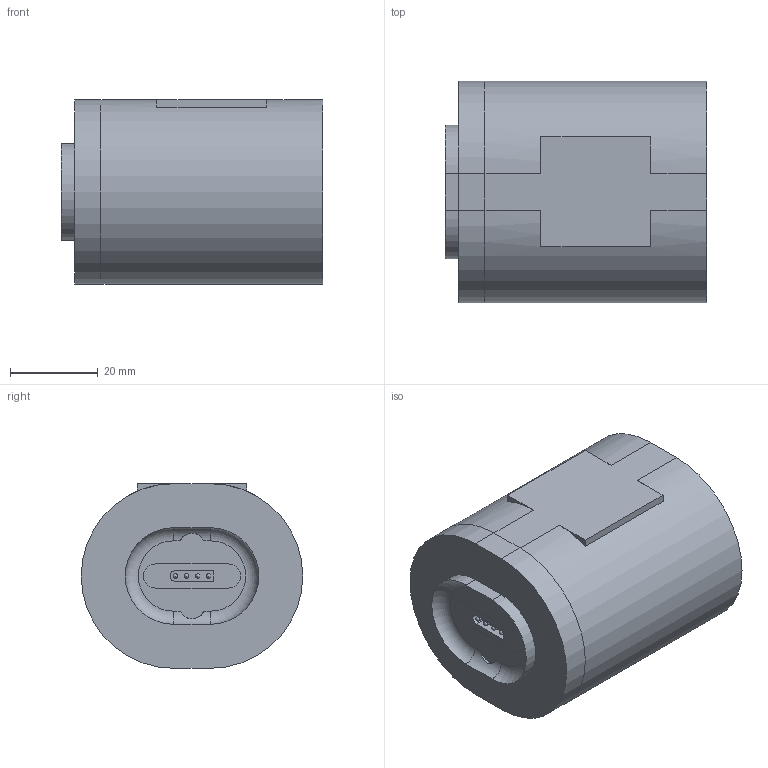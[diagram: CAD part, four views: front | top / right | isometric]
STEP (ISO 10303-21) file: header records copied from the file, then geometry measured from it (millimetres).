
FILE_DESCRIPTION(/* description */ (''),/* implementation_level */ '2;1');
FILE_NAME(/* name */ 'GNSSBuild v2.step',/* time_stamp */ '2025-06-13T21:51:17-07:00',/* author */ (''),/* organization */ (''),/* preprocessor_version */ 'ST-DEVELOPER v20.1',/* originating_system */ 'Autodesk Translation Framework v14.10.0.0',/* authorisation */ '');
FILE_SCHEMA (('AUTOMOTIVE_DESIGN { 1 0 10303 214 3 1 1 }'));
Length unit declared in the file: millimetre
Products named in the file (5): GNSSBuild; Case v39; Component5; Weathercase; Component7
Assembly tree (4 placements, depth 3):
  GNSSBuild
    Case v39
      Component5
      Weathercase
      Component7
Bounding box: 59.4 x 50.39 x 42 mm (x, y, z)
Volume: 34982.7 mm3; surface area: 24920.9 mm2
Topology: 5 solids, 5 shells, 110 faces, 269 edges, 174 vertices
Faces by surface type: plane 62, cylinder 35, bspline 6, sphere 4, torus 3
Full cylindrical faces by diameter (mm): 1 x4
Entity records: 3809 total; most frequent: CARTESIAN_POINT 1042, DIRECTION 568, ORIENTED_EDGE 530, EDGE_CURVE 265, AXIS2_PLACEMENT_3D 202, VERTEX_POINT 174, LINE 164, VECTOR 164
